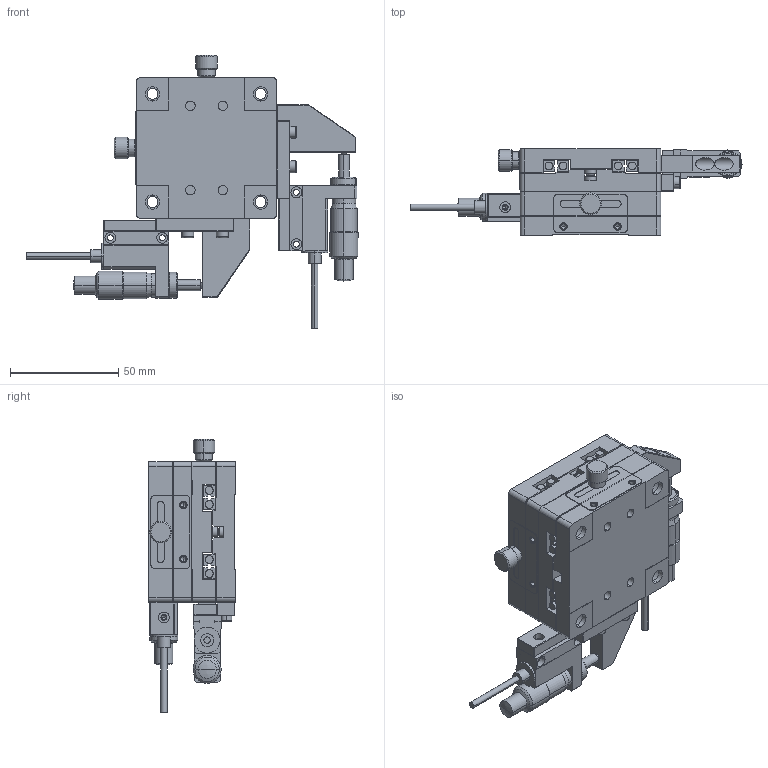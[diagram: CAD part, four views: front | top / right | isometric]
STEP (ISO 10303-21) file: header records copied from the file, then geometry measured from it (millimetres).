
FILE_DESCRIPTION (( 'STEP AP203' ), '1' );
FILE_NAME ('XY65P83.STEP', '2021-11-15T02:54:23', ( '' ), ( '' ), 'SwSTEP 2.0', 'SolidWorks 2016', '' );
FILE_SCHEMA (( 'CONFIG_CONTROL_DESIGN' ));
Length unit declared in the file: millimetre
Products named in the file (1): XY65P83
Bounding box: 153.5 x 40 x 126.3 mm (x, y, z)
Volume: 185557.9 mm3; surface area: 92114.3 mm2
Topology: 36 solids, 38 shells, 1150 faces, 2766 edges, 1718 vertices
Faces by surface type: plane 568, cylinder 442, cone 108, torus 24, sphere 8
Entity records: 33569 total; most frequent: DIRECTION 6080, CARTESIAN_POINT 5835, ORIENTED_EDGE 5424, EDGE_CURVE 2712, AXIS2_PLACEMENT_3D 2265, VERTEX_POINT 1712, LINE 1550, VECTOR 1550
